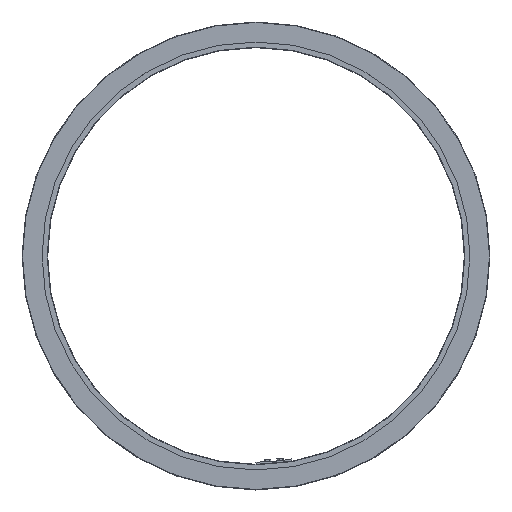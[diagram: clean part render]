
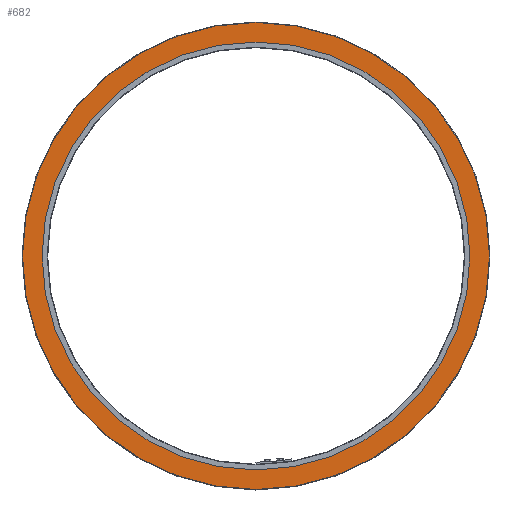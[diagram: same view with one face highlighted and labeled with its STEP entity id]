
A CAD part, top view. The second image highlights one B-rep face of the part: STEP entity #682.
In plain terms, the highlighted planar face has unit normal (0, 0, 1).
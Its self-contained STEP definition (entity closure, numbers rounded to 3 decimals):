
#177 = VERTEX_POINT ( 'NONE', #2379 ) ;
#273 = AXIS2_PLACEMENT_3D ( 'NONE', #3094, #1815, #2687 ) ;
#339 = EDGE_CURVE ( 'NONE', #1118, #1057, #3787, .T. ) ;
#417 = EDGE_CURVE ( 'NONE', #177, #658, #1680, .T. ) ;
#599 = EDGE_LOOP ( 'NONE', ( #3525, #1481 ) ) ;
#658 = VERTEX_POINT ( 'NONE', #5201 ) ;
#682 = ADVANCED_FACE ( 'NONE', ( #862, #3136 ), #1387, .F. ) ;
#760 = CARTESIAN_POINT ( 'NONE',  ( 0., 0., 32.5 ) ) ;
#862 = FACE_OUTER_BOUND ( 'NONE', #3582, .T. ) ;
#910 = EDGE_CURVE ( 'NONE', #658, #177, #3662, .T. ) ;
#1057 = VERTEX_POINT ( 'NONE', #4846 ) ;
#1118 = VERTEX_POINT ( 'NONE', #4924 ) ;
#1387 = PLANE ( 'NONE',  #273 ) ;
#1481 = ORIENTED_EDGE ( 'NONE', *, *, #910, .F. ) ;
#1575 = EDGE_CURVE ( 'NONE', #1057, #1118, #3723, .T. ) ;
#1680 = CIRCLE ( 'NONE', #3882, 480. ) ;
#1815 = DIRECTION ( 'NONE',  ( 0., 0., -1. ) ) ;
#1995 = AXIS2_PLACEMENT_3D ( 'NONE', #2640, #3093, #3009 ) ;
#2010 = CARTESIAN_POINT ( 'NONE',  ( 0., 0., 32.5 ) ) ;
#2015 = DIRECTION ( 'NONE',  ( 0., 0., 1. ) ) ;
#2037 = DIRECTION ( 'NONE',  ( 0., 0., 1. ) ) ;
#2379 = CARTESIAN_POINT ( 'NONE',  ( 480., 0., 32.5 ) ) ;
#2607 = ORIENTED_EDGE ( 'NONE', *, *, #1575, .T. ) ;
#2640 = CARTESIAN_POINT ( 'NONE',  ( 0., 0., 32.5 ) ) ;
#2687 = DIRECTION ( 'NONE',  ( -1., 0., 0. ) ) ;
#3009 = DIRECTION ( 'NONE',  ( 1., 0., 0. ) ) ;
#3069 = AXIS2_PLACEMENT_3D ( 'NONE', #760, #2037, #4528 ) ;
#3093 = DIRECTION ( 'NONE',  ( 0., 0., 1. ) ) ;
#3094 = CARTESIAN_POINT ( 'NONE',  ( -480., 0., 32.5 ) ) ;
#3136 = FACE_BOUND ( 'NONE', #599, .T. ) ;
#3525 = ORIENTED_EDGE ( 'NONE', *, *, #417, .F. ) ;
#3571 = CARTESIAN_POINT ( 'NONE',  ( 0., 0., 32.5 ) ) ;
#3582 = EDGE_LOOP ( 'NONE', ( #2607, #4261 ) ) ;
#3662 = CIRCLE ( 'NONE', #1995, 480. ) ;
#3723 = CIRCLE ( 'NONE', #4704, 524. ) ;
#3740 = DIRECTION ( 'NONE',  ( 0., 0., 1. ) ) ;
#3787 = CIRCLE ( 'NONE', #3069, 524. ) ;
#3882 = AXIS2_PLACEMENT_3D ( 'NONE', #2010, #3740, #5005 ) ;
#4261 = ORIENTED_EDGE ( 'NONE', *, *, #339, .T. ) ;
#4505 = DIRECTION ( 'NONE',  ( -1., 0., 0. ) ) ;
#4528 = DIRECTION ( 'NONE',  ( -1., 0., 0. ) ) ;
#4704 = AXIS2_PLACEMENT_3D ( 'NONE', #3571, #2015, #4505 ) ;
#4846 = CARTESIAN_POINT ( 'NONE',  ( -524., 0., 32.5 ) ) ;
#4924 = CARTESIAN_POINT ( 'NONE',  ( 524., 0., 32.5 ) ) ;
#5005 = DIRECTION ( 'NONE',  ( 1., 0., 0. ) ) ;
#5201 = CARTESIAN_POINT ( 'NONE',  ( -480., 0., 32.5 ) ) ;
